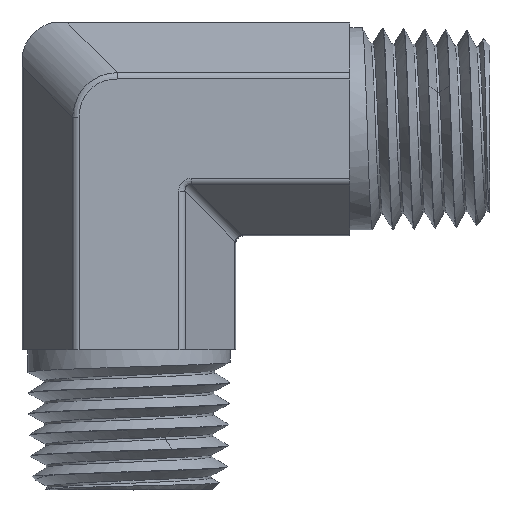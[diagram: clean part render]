
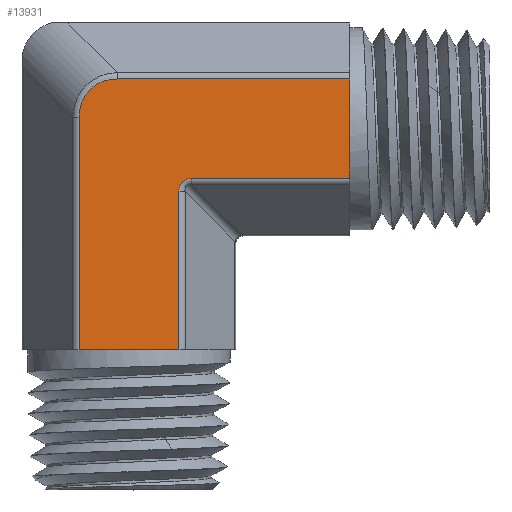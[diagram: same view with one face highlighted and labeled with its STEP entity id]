
A CAD part, top view. The second image highlights one B-rep face of the part: STEP entity #13931.
In plain terms, the highlighted planar face has unit normal (0, 0, 1).
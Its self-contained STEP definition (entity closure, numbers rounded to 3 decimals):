
#222=DIRECTION('',(0.,-1.,0.));
#223=VECTOR('',#222,0.787);
#224=CARTESIAN_POINT('',(15.,-2.59,6.35));
#225=LINE('',#224,#223);
#237=DIRECTION('',(0.,-1.,0.));
#238=VECTOR('',#237,0.787);
#239=CARTESIAN_POINT('',(15.,3.377,6.35));
#240=LINE('',#239,#238);
#7506=DIRECTION('',(-1.,0.,0.));
#7507=VECTOR('',#7506,0.787);
#7508=CARTESIAN_POINT('',(-2.59,-15.,6.35));
#7509=LINE('',#7508,#7507);
#7521=DIRECTION('',(-1.,0.,0.));
#7522=VECTOR('',#7521,0.787);
#7523=CARTESIAN_POINT('',(3.377,-15.,6.35));
#7524=LINE('',#7523,#7522);
#7928=DIRECTION('',(0.,-1.,0.));
#7929=VECTOR('',#7928,5.181);
#7930=CARTESIAN_POINT('',(15.,2.59,6.35));
#7931=LINE('',#7930,#7929);
#7935=DIRECTION('',(-1.,0.,0.));
#7936=VECTOR('',#7935,10.756);
#7937=CARTESIAN_POINT('',(15.,-3.377,6.35));
#7938=LINE('',#7937,#7936);
#7942=CARTESIAN_POINT('',(3.377,-4.244,6.35));
#7943=CARTESIAN_POINT('',(3.377,-4.217,6.35));
#7944=CARTESIAN_POINT('',(3.379,-4.166,6.35));
#7945=CARTESIAN_POINT('',(3.388,-4.09,6.35));
#7946=CARTESIAN_POINT('',(3.401,-4.019,6.35));
#7947=CARTESIAN_POINT('',(3.42,-3.951,6.35));
#7948=CARTESIAN_POINT('',(3.443,-3.888,6.35));
#7949=CARTESIAN_POINT('',(3.469,-3.829,6.35));
#7950=CARTESIAN_POINT('',(3.498,-3.776,6.35));
#7951=CARTESIAN_POINT('',(3.529,-3.726,6.35));
#7952=CARTESIAN_POINT('',(3.563,-3.681,6.35));
#7953=CARTESIAN_POINT('',(3.6,-3.639,6.35));
#7954=CARTESIAN_POINT('',(3.639,-3.6,6.35));
#7955=CARTESIAN_POINT('',(3.681,-3.563,6.35));
#7956=CARTESIAN_POINT('',(3.726,-3.529,6.35));
#7957=CARTESIAN_POINT('',(3.776,-3.497,6.35));
#7958=CARTESIAN_POINT('',(3.83,-3.468,6.35));
#7959=CARTESIAN_POINT('',(3.888,-3.442,6.35));
#7960=CARTESIAN_POINT('',(3.951,-3.42,6.35));
#7961=CARTESIAN_POINT('',(4.019,-3.401,6.35));
#7962=CARTESIAN_POINT('',(4.091,-3.388,6.35));
#7963=CARTESIAN_POINT('',(4.166,-3.379,6.35));
#7964=CARTESIAN_POINT('',(4.217,-3.377,6.35));
#7965=CARTESIAN_POINT('',(4.244,-3.377,6.35));
#7970=DIRECTION('',(0.,1.,0.));
#7971=VECTOR('',#7970,10.756);
#7972=CARTESIAN_POINT('',(3.377,-15.,6.35));
#7973=LINE('',#7972,#7971);
#7977=DIRECTION('',(1.,0.,0.));
#7978=VECTOR('',#7977,5.181);
#7979=CARTESIAN_POINT('',(-2.59,-15.,6.35));
#7980=LINE('',#7979,#7978);
#7984=DIRECTION('',(0.,1.,0.));
#7985=VECTOR('',#7984,15.779);
#7986=CARTESIAN_POINT('',(-3.377,-15.,6.35));
#7987=LINE('',#7986,#7985);
#7991=CARTESIAN_POINT('',(-0.779,3.377,6.35));
#7992=CARTESIAN_POINT('',(-0.84,3.377,6.35));
#7993=CARTESIAN_POINT('',(-0.96,3.374,6.35));
#7994=CARTESIAN_POINT('',(-1.134,3.359,6.35));
#7995=CARTESIAN_POINT('',(-1.303,3.335,6.35));
#7996=CARTESIAN_POINT('',(-1.465,3.302,6.35));
#7997=CARTESIAN_POINT('',(-1.622,3.26,6.35));
#7998=CARTESIAN_POINT('',(-1.773,3.21,6.35));
#7999=CARTESIAN_POINT('',(-1.918,3.152,6.35));
#8000=CARTESIAN_POINT('',(-2.057,3.086,6.35));
#8001=CARTESIAN_POINT('',(-2.189,3.013,6.35));
#8002=CARTESIAN_POINT('',(-2.315,2.933,6.35));
#8003=CARTESIAN_POINT('',(-2.434,2.846,6.35));
#8004=CARTESIAN_POINT('',(-2.547,2.753,6.35));
#8005=CARTESIAN_POINT('',(-2.653,2.653,6.35));
#8006=CARTESIAN_POINT('',(-2.753,2.547,6.35));
#8007=CARTESIAN_POINT('',(-2.846,2.434,6.35));
#8008=CARTESIAN_POINT('',(-2.933,2.315,6.35));
#8009=CARTESIAN_POINT('',(-3.013,2.189,6.35));
#8010=CARTESIAN_POINT('',(-3.086,2.057,6.35));
#8011=CARTESIAN_POINT('',(-3.152,1.918,6.35));
#8012=CARTESIAN_POINT('',(-3.21,1.773,6.35));
#8013=CARTESIAN_POINT('',(-3.26,1.622,6.35));
#8014=CARTESIAN_POINT('',(-3.302,1.465,6.35));
#8015=CARTESIAN_POINT('',(-3.335,1.303,6.35));
#8016=CARTESIAN_POINT('',(-3.359,1.134,6.35));
#8017=CARTESIAN_POINT('',(-3.374,0.96,6.35));
#8018=CARTESIAN_POINT('',(-3.377,0.84,6.35));
#8019=CARTESIAN_POINT('',(-3.377,0.779,6.35));
#8024=DIRECTION('',(1.,0.,0.));
#8025=VECTOR('',#8024,15.779);
#8026=CARTESIAN_POINT('',(-0.779,3.377,6.35));
#8027=LINE('',#8026,#8025);
#8436=CARTESIAN_POINT('',(3.377,-15.,6.35));
#8437=CARTESIAN_POINT('',(3.377,-4.244,6.35));
#8438=VERTEX_POINT('',#8436);
#8439=VERTEX_POINT('',#8437);
#8442=CARTESIAN_POINT('',(15.,-3.377,6.35));
#8443=CARTESIAN_POINT('',(4.244,-3.377,6.35));
#8444=VERTEX_POINT('',#8442);
#8445=VERTEX_POINT('',#8443);
#8475=CARTESIAN_POINT('',(-3.377,-15.,6.35));
#8476=CARTESIAN_POINT('',(-3.377,0.779,6.35));
#8477=VERTEX_POINT('',#8475);
#8478=VERTEX_POINT('',#8476);
#8491=CARTESIAN_POINT('',(-0.779,3.377,6.35));
#8492=CARTESIAN_POINT('',(15.,3.377,6.35));
#8493=VERTEX_POINT('',#8491);
#8494=VERTEX_POINT('',#8492);
#8509=CARTESIAN_POINT('',(-2.59,-15.,6.35));
#8510=CARTESIAN_POINT('',(2.59,-15.,6.35));
#8511=VERTEX_POINT('',#8509);
#8512=VERTEX_POINT('',#8510);
#8582=CARTESIAN_POINT('',(15.,-2.59,6.35));
#8583=CARTESIAN_POINT('',(15.,2.59,6.35));
#8584=VERTEX_POINT('',#8582);
#8585=VERTEX_POINT('',#8583);
#13907=CARTESIAN_POINT('',(0.,3.666,6.35));
#13908=DIRECTION('',(0.,0.,1.));
#13909=DIRECTION('',(0.,-1.,0.));
#13910=AXIS2_PLACEMENT_3D('',#13907,#13908,#13909);
#13911=PLANE('',#13910);
#13912=ORIENTED_EDGE('',*,*,#13620,.T.);
#13913=ORIENTED_EDGE('',*,*,#8720,.T.);
#13915=ORIENTED_EDGE('',*,*,#13914,.T.);
#13917=ORIENTED_EDGE('',*,*,#13916,.F.);
#13918=ORIENTED_EDGE('',*,*,#13898,.F.);
#13919=ORIENTED_EDGE('',*,*,#13438,.T.);
#13920=ORIENTED_EDGE('',*,*,#13527,.F.);
#13921=ORIENTED_EDGE('',*,*,#13427,.T.);
#13923=ORIENTED_EDGE('',*,*,#13922,.T.);
#13925=ORIENTED_EDGE('',*,*,#13924,.F.);
#13927=ORIENTED_EDGE('',*,*,#13926,.T.);
#13928=ORIENTED_EDGE('',*,*,#8732,.T.);
#13929=EDGE_LOOP('',(#13912,#13913,#13915,#13917,#13918,#13919,#13920,#13921,
#13923,#13925,#13927,#13928));
#13930=FACE_OUTER_BOUND('',#13929,.F.);
#7966=B_SPLINE_CURVE_WITH_KNOTS('',3,(#7942,#7943,#7944,#7945,#7946,#7947,#7948,
#7949,#7950,#7951,#7952,#7953,#7954,#7955,#7956,#7957,#7958,#7959,#7960,#7961,
#7962,#7963,#7964,#7965),.UNSPECIFIED.,.F.,.F.,(4,1,1,1,1,1,1,1,1,1,1,1,1,1,1,1,
1,1,1,1,1,4),(0.,0.048,0.095,0.143,
0.19,0.238,0.286,0.333,
0.381,0.429,0.476,0.524,
0.571,0.619,0.667,0.714,
0.762,0.81,0.857,0.905,
0.952,1.),.UNSPECIFIED.);
#8020=B_SPLINE_CURVE_WITH_KNOTS('',3,(#7991,#7992,#7993,#7994,#7995,#7996,#7997,
#7998,#7999,#8000,#8001,#8002,#8003,#8004,#8005,#8006,#8007,#8008,#8009,#8010,
#8011,#8012,#8013,#8014,#8015,#8016,#8017,#8018,#8019),.UNSPECIFIED.,.F.,.F.,(4,
1,1,1,1,1,1,1,1,1,1,1,1,1,1,1,1,1,1,1,1,1,1,1,1,1,4),(0.,0.038,
0.077,0.115,0.154,0.192,
0.231,0.269,0.308,0.346,
0.385,0.423,0.462,0.5,0.538,
0.577,0.615,0.654,0.692,
0.731,0.769,0.808,0.846,
0.885,0.923,0.962,1.),.UNSPECIFIED.);
#8720=EDGE_CURVE('',#8584,#8444,#225,.T.);
#8732=EDGE_CURVE('',#8494,#8585,#240,.T.);
#13427=EDGE_CURVE('',#8511,#8477,#7509,.T.);
#13438=EDGE_CURVE('',#8438,#8512,#7524,.T.);
#13527=EDGE_CURVE('',#8511,#8512,#7980,.T.);
#13620=EDGE_CURVE('',#8585,#8584,#7931,.T.);
#13898=EDGE_CURVE('',#8438,#8439,#7973,.T.);
#13914=EDGE_CURVE('',#8444,#8445,#7938,.T.);
#13916=EDGE_CURVE('',#8439,#8445,#7966,.T.);
#13922=EDGE_CURVE('',#8477,#8478,#7987,.T.);
#13924=EDGE_CURVE('',#8493,#8478,#8020,.T.);
#13926=EDGE_CURVE('',#8493,#8494,#8027,.T.);
#13931=ADVANCED_FACE('',(#13930),#13911,.T.);
